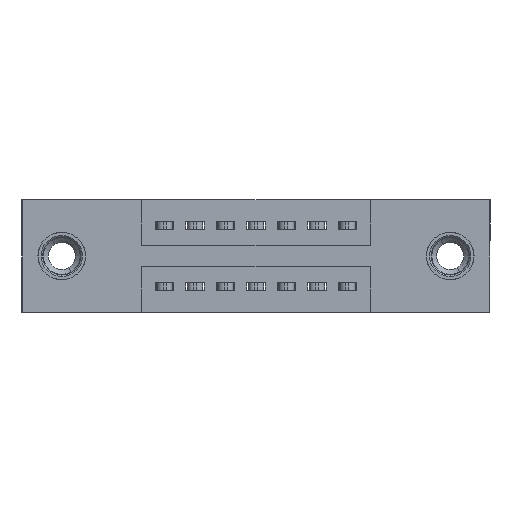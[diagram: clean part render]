
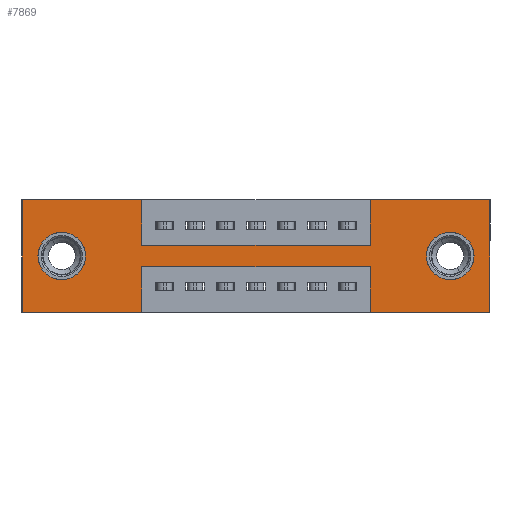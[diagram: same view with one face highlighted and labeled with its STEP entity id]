
A CAD part, front view. The second image highlights one B-rep face of the part: STEP entity #7869.
In plain terms, the highlighted planar face has unit normal (0, -1, 0).
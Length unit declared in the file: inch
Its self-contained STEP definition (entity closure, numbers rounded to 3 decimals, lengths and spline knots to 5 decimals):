
#42 = AXIS2_PLACEMENT_3D ( 'NONE', #4378, #5321, #9977 ) ;
#64 = ORIENTED_EDGE ( 'NONE', *, *, #8478, .T. ) ;
#206 = VERTEX_POINT ( 'NONE', #3828 ) ;
#263 = CARTESIAN_POINT ( 'NONE',  ( 0.3925, 0., 0. ) ) ;
#278 = CARTESIAN_POINT ( 'NONE',  ( 1.1425, 0., -0.22 ) ) ;
#565 = AXIS2_PLACEMENT_3D ( 'NONE', #10729, #1227, #6980 ) ;
#633 = ORIENTED_EDGE ( 'NONE', *, *, #4814, .T. ) ;
#759 = CARTESIAN_POINT ( 'NONE',  ( 0., 0., -0.37 ) ) ;
#768 = VERTEX_POINT ( 'NONE', #10563 ) ;
#938 = CARTESIAN_POINT ( 'NONE',  ( 0., 0., -0.37 ) ) ;
#996 = VECTOR ( 'NONE', #8238, 39.37008 ) ;
#1108 = EDGE_CURVE ( 'NONE', #2872, #7161, #5892, .T. ) ;
#1153 = DIRECTION ( 'NONE',  ( 0., 0., -1. ) ) ;
#1227 = DIRECTION ( 'NONE',  ( 0., 1., 0. ) ) ;
#1298 = CARTESIAN_POINT ( 'NONE',  ( 0.3925, 0., -0.15 ) ) ;
#1307 = VECTOR ( 'NONE', #3098, 39.37008 ) ;
#1410 = CARTESIAN_POINT ( 'NONE',  ( 0., 0., -0.37 ) ) ;
#1416 = EDGE_CURVE ( 'NONE', #8937, #7030, #6817, .T. ) ;
#1453 = EDGE_CURVE ( 'NONE', #12274, #2383, #3100, .T. ) ;
#1506 = DIRECTION ( 'NONE',  ( 1., 0., 0. ) ) ;
#1520 = EDGE_CURVE ( 'NONE', #9649, #6465, #9771, .T. ) ;
#1527 = VERTEX_POINT ( 'NONE', #10576 ) ;
#1645 = VERTEX_POINT ( 'NONE', #6290 ) ;
#1740 = VECTOR ( 'NONE', #11526, 39.37008 ) ;
#1787 = FACE_OUTER_BOUND ( 'NONE', #3301, .T. ) ;
#1878 = EDGE_CURVE ( 'NONE', #768, #206, #5899, .T. ) ;
#1981 = VERTEX_POINT ( 'NONE', #4025 ) ;
#2013 = CARTESIAN_POINT ( 'NONE',  ( 1.1425, 0., -0.37 ) ) ;
#2045 = VECTOR ( 'NONE', #6482, 39.37008 ) ;
#2180 = EDGE_LOOP ( 'NONE', ( #64, #633 ) ) ;
#2383 = VERTEX_POINT ( 'NONE', #3440 ) ;
#2662 = CARTESIAN_POINT ( 'NONE',  ( 0.13, 0., -0.107 ) ) ;
#2810 = LINE ( 'NONE', #2904, #7571 ) ;
#2872 = VERTEX_POINT ( 'NONE', #8200 ) ;
#2904 = CARTESIAN_POINT ( 'NONE',  ( 1.535, 0., 0. ) ) ;
#3046 = ORIENTED_EDGE ( 'NONE', *, *, #5699, .F. ) ;
#3098 = DIRECTION ( 'NONE',  ( 0., 0., -1. ) ) ;
#3100 = LINE ( 'NONE', #11222, #2045 ) ;
#3296 = DIRECTION ( 'NONE',  ( 0., 0., -1. ) ) ;
#3301 = EDGE_LOOP ( 'NONE', ( #9550, #9524, #4580, #5910, #8797, #6827, #6395, #8031, #5464, #3046, #8649, #6472 ) ) ;
#3432 = AXIS2_PLACEMENT_3D ( 'NONE', #7589, #7544, #9437 ) ;
#3440 = CARTESIAN_POINT ( 'NONE',  ( 0.3925, 0., -0.22 ) ) ;
#3530 = CARTESIAN_POINT ( 'NONE',  ( 0.13, 0., -0.185 ) ) ;
#3681 = CIRCLE ( 'NONE', #11348, 0.078 ) ;
#3828 = CARTESIAN_POINT ( 'NONE',  ( 1.405, 0., -0.263 ) ) ;
#4006 = EDGE_CURVE ( 'NONE', #7161, #12274, #7559, .T. ) ;
#4025 = CARTESIAN_POINT ( 'NONE',  ( 0.13, 0., -0.263 ) ) ;
#4067 = CARTESIAN_POINT ( 'NONE',  ( 0., 0., 0. ) ) ;
#4233 = CARTESIAN_POINT ( 'NONE',  ( 0., 0., 0. ) ) ;
#4330 = ORIENTED_EDGE ( 'NONE', *, *, #1878, .T. ) ;
#4378 = CARTESIAN_POINT ( 'NONE',  ( 0.13, 0., -0.185 ) ) ;
#4488 = EDGE_CURVE ( 'NONE', #7030, #1645, #10146, .T. ) ;
#4580 = ORIENTED_EDGE ( 'NONE', *, *, #4006, .F. ) ;
#4623 = FACE_BOUND ( 'NONE', #2180, .T. ) ;
#4814 = EDGE_CURVE ( 'NONE', #1981, #10987, #7747, .T. ) ;
#4864 = VECTOR ( 'NONE', #10952, 39.37008 ) ;
#5136 = CARTESIAN_POINT ( 'NONE',  ( 0., 0., -0.37 ) ) ;
#5144 = EDGE_CURVE ( 'NONE', #8611, #2872, #2810, .T. ) ;
#5219 = CARTESIAN_POINT ( 'NONE',  ( 1.1425, 0., -0.37 ) ) ;
#5321 = DIRECTION ( 'NONE',  ( 0., 1., 0. ) ) ;
#5464 = ORIENTED_EDGE ( 'NONE', *, *, #8218, .F. ) ;
#5650 = EDGE_CURVE ( 'NONE', #1645, #8611, #7051, .T. ) ;
#5653 = CARTESIAN_POINT ( 'NONE',  ( 1.1425, 0., 0. ) ) ;
#5699 = EDGE_CURVE ( 'NONE', #1527, #6532, #9272, .T. ) ;
#5880 = VECTOR ( 'NONE', #7974, 39.37008 ) ;
#5892 = LINE ( 'NONE', #759, #10181 ) ;
#5899 = CIRCLE ( 'NONE', #565, 0.078 ) ;
#5910 = ORIENTED_EDGE ( 'NONE', *, *, #1108, .F. ) ;
#5950 = LINE ( 'NONE', #263, #1307 ) ;
#6201 = DIRECTION ( 'NONE',  ( 0., 0., -1. ) ) ;
#6275 = DIRECTION ( 'NONE',  ( 0., -1., 0. ) ) ;
#6290 = CARTESIAN_POINT ( 'NONE',  ( 1.1425, 0., 0. ) ) ;
#6395 = ORIENTED_EDGE ( 'NONE', *, *, #4488, .F. ) ;
#6465 = VERTEX_POINT ( 'NONE', #938 ) ;
#6472 = ORIENTED_EDGE ( 'NONE', *, *, #1520, .F. ) ;
#6482 = DIRECTION ( 'NONE',  ( -1., 0., 0. ) ) ;
#6532 = VERTEX_POINT ( 'NONE', #8829 ) ;
#6542 = CARTESIAN_POINT ( 'NONE',  ( 1.535, 0., 0. ) ) ;
#6619 = LINE ( 'NONE', #8019, #5880 ) ;
#6698 = EDGE_CURVE ( 'NONE', #6465, #1527, #6619, .T. ) ;
#6817 = LINE ( 'NONE', #9132, #996 ) ;
#6827 = ORIENTED_EDGE ( 'NONE', *, *, #5650, .F. ) ;
#6872 = LINE ( 'NONE', #6993, #10250 ) ;
#6980 = DIRECTION ( 'NONE',  ( 0., 0., -1. ) ) ;
#6993 = CARTESIAN_POINT ( 'NONE',  ( 0.3925, 0., -0.37 ) ) ;
#7030 = VERTEX_POINT ( 'NONE', #7585 ) ;
#7051 = LINE ( 'NONE', #4067, #11791 ) ;
#7161 = VERTEX_POINT ( 'NONE', #2013 ) ;
#7544 = DIRECTION ( 'NONE',  ( 0., 1., 0. ) ) ;
#7559 = LINE ( 'NONE', #5219, #4864 ) ;
#7571 = VECTOR ( 'NONE', #6201, 39.37008 ) ;
#7585 = CARTESIAN_POINT ( 'NONE',  ( 1.1425, 0., -0.15 ) ) ;
#7589 = CARTESIAN_POINT ( 'NONE',  ( 1.405, 0., -0.185 ) ) ;
#7652 = VECTOR ( 'NONE', #12138, 39.37008 ) ;
#7747 = CIRCLE ( 'NONE', #42, 0.078 ) ;
#7869 = ADVANCED_FACE ( 'NONE', ( #8484, #4623, #1787 ), #11904, .T. ) ;
#7905 = CARTESIAN_POINT ( 'NONE',  ( 0.3925, 0., -0.37 ) ) ;
#7974 = DIRECTION ( 'NONE',  ( 0., 0., 1. ) ) ;
#8019 = CARTESIAN_POINT ( 'NONE',  ( 0., 0., 0. ) ) ;
#8031 = ORIENTED_EDGE ( 'NONE', *, *, #1416, .F. ) ;
#8067 = EDGE_CURVE ( 'NONE', #206, #768, #10801, .T. ) ;
#8200 = CARTESIAN_POINT ( 'NONE',  ( 1.535, 0., -0.37 ) ) ;
#8218 = EDGE_CURVE ( 'NONE', #6532, #8937, #5950, .T. ) ;
#8238 = DIRECTION ( 'NONE',  ( 1., 0., 0. ) ) ;
#8381 = VECTOR ( 'NONE', #10959, 39.37008 ) ;
#8478 = EDGE_CURVE ( 'NONE', #10987, #1981, #3681, .T. ) ;
#8484 = FACE_BOUND ( 'NONE', #11397, .T. ) ;
#8611 = VERTEX_POINT ( 'NONE', #6542 ) ;
#8649 = ORIENTED_EDGE ( 'NONE', *, *, #6698, .F. ) ;
#8736 = AXIS2_PLACEMENT_3D ( 'NONE', #1410, #6275, #3296 ) ;
#8797 = ORIENTED_EDGE ( 'NONE', *, *, #5144, .F. ) ;
#8829 = CARTESIAN_POINT ( 'NONE',  ( 0.3925, 0., 0. ) ) ;
#8937 = VERTEX_POINT ( 'NONE', #1298 ) ;
#9040 = ORIENTED_EDGE ( 'NONE', *, *, #8067, .T. ) ;
#9132 = CARTESIAN_POINT ( 'NONE',  ( 0.3925, 0., -0.15 ) ) ;
#9272 = LINE ( 'NONE', #4233, #8381 ) ;
#9341 = DIRECTION ( 'NONE',  ( -1., 0., 0. ) ) ;
#9437 = DIRECTION ( 'NONE',  ( 0., 0., -1. ) ) ;
#9524 = ORIENTED_EDGE ( 'NONE', *, *, #1453, .F. ) ;
#9550 = ORIENTED_EDGE ( 'NONE', *, *, #10813, .F. ) ;
#9649 = VERTEX_POINT ( 'NONE', #7905 ) ;
#9771 = LINE ( 'NONE', #5136, #1740 ) ;
#9977 = DIRECTION ( 'NONE',  ( 0., 0., 1. ) ) ;
#10146 = LINE ( 'NONE', #5653, #7652 ) ;
#10181 = VECTOR ( 'NONE', #9341, 39.37008 ) ;
#10250 = VECTOR ( 'NONE', #1153, 39.37008 ) ;
#10563 = CARTESIAN_POINT ( 'NONE',  ( 1.405, 0., -0.107 ) ) ;
#10576 = CARTESIAN_POINT ( 'NONE',  ( 0., 0., 0. ) ) ;
#10729 = CARTESIAN_POINT ( 'NONE',  ( 1.405, 0., -0.185 ) ) ;
#10801 = CIRCLE ( 'NONE', #3432, 0.078 ) ;
#10813 = EDGE_CURVE ( 'NONE', #2383, #9649, #6872, .T. ) ;
#10952 = DIRECTION ( 'NONE',  ( 0., 0., 1. ) ) ;
#10959 = DIRECTION ( 'NONE',  ( 1., 0., 0. ) ) ;
#10987 = VERTEX_POINT ( 'NONE', #2662 ) ;
#11222 = CARTESIAN_POINT ( 'NONE',  ( 0.3925, 0., -0.22 ) ) ;
#11348 = AXIS2_PLACEMENT_3D ( 'NONE', #3530, #12055, #12011 ) ;
#11397 = EDGE_LOOP ( 'NONE', ( #4330, #9040 ) ) ;
#11526 = DIRECTION ( 'NONE',  ( -1., 0., 0. ) ) ;
#11791 = VECTOR ( 'NONE', #1506, 39.37008 ) ;
#11904 = PLANE ( 'NONE',  #8736 ) ;
#12011 = DIRECTION ( 'NONE',  ( 0., 0., 1. ) ) ;
#12055 = DIRECTION ( 'NONE',  ( 0., 1., 0. ) ) ;
#12138 = DIRECTION ( 'NONE',  ( 0., 0., 1. ) ) ;
#12274 = VERTEX_POINT ( 'NONE', #278 ) ;
